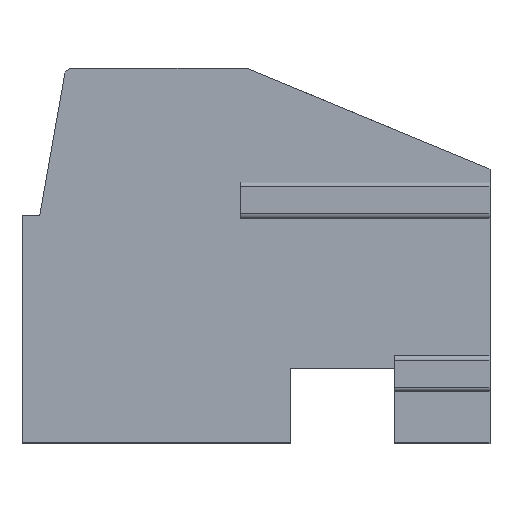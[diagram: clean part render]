
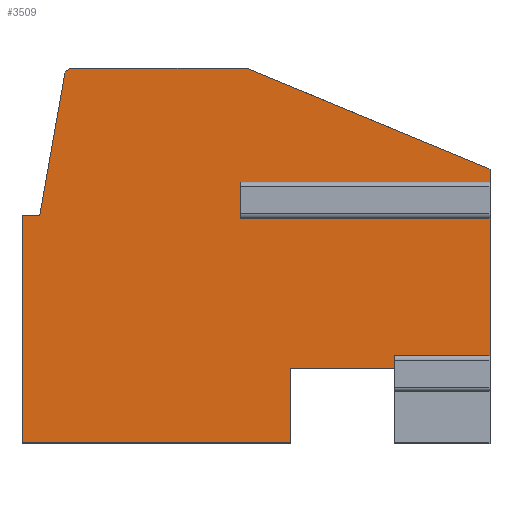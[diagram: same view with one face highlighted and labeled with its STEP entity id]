
A CAD part, top view. The second image highlights one B-rep face of the part: STEP entity #3509.
In plain terms, the highlighted planar face has unit normal (0, 0, 1).
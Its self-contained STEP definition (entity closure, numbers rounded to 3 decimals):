
#77=DIRECTION('',(0.,1.,0.));
#78=VECTOR('',#77,4.163);
#79=CARTESIAN_POINT('',(4.55,-8.381,2.5));
#80=LINE('',#79,#78);
#130=DIRECTION('',(0.,1.,0.));
#131=VECTOR('',#130,0.482);
#132=CARTESIAN_POINT('',(4.55,-3.381,2.5));
#133=LINE('',#132,#131);
#398=DIRECTION('',(0.,1.,0.));
#399=VECTOR('',#398,2.15);
#400=CARTESIAN_POINT('',(-1.2,-10.8,2.5));
#401=LINE('',#400,#399);
#412=DIRECTION('',(0.,-1.,0.));
#413=VECTOR('',#412,6.55);
#414=CARTESIAN_POINT('',(-8.95,-4.25,2.5));
#415=LINE('',#414,#413);
#461=DIRECTION('',(-1.,0.,0.));
#462=VECTOR('',#461,0.511);
#463=CARTESIAN_POINT('',(-8.439,-4.25,2.5));
#464=LINE('',#463,#462);
#503=DIRECTION('',(-1.,0.,0.));
#504=VECTOR('',#503,5.072);
#505=CARTESIAN_POINT('',(-2.45,0.,2.5));
#506=LINE('',#505,#504);
#679=DIRECTION('',(0.,-1.,0.));
#680=VECTOR('',#679,0.269);
#681=CARTESIAN_POINT('',(1.8,-8.381,2.5));
#682=LINE('',#681,#680);
#686=DIRECTION('',(-1.,0.,0.));
#687=VECTOR('',#686,3.);
#688=CARTESIAN_POINT('',(1.8,-8.65,2.5));
#689=LINE('',#688,#687);
#693=DIRECTION('',(-1.,0.,0.));
#694=VECTOR('',#693,7.75);
#695=CARTESIAN_POINT('',(-1.2,-10.8,2.5));
#696=LINE('',#695,#694);
#700=DIRECTION('',(0.174,0.985,0.));
#701=VECTOR('',#700,4.148);
#702=CARTESIAN_POINT('',(-8.439,-4.25,2.5));
#703=LINE('',#702,#701);
#707=CARTESIAN_POINT('',(-7.522,-0.2,2.5));
#708=DIRECTION('',(0.,0.,-1.));
#709=DIRECTION('',(-0.985,0.174,0.));
#710=AXIS2_PLACEMENT_3D('',#707,#708,#709);
#715=DIRECTION('',(0.924,-0.383,0.));
#716=VECTOR('',#715,7.577);
#717=CARTESIAN_POINT('',(-2.45,0.,2.5));
#718=LINE('',#717,#716);
#729=DIRECTION('',(1.,0.,0.));
#730=VECTOR('',#729,2.75);
#731=CARTESIAN_POINT('',(1.8,-8.381,2.5));
#732=LINE('',#731,#730);
#799=DIRECTION('',(1.,0.,0.));
#800=VECTOR('',#799,7.2);
#801=CARTESIAN_POINT('',(-2.65,-3.381,2.5));
#802=LINE('',#801,#800);
#841=DIRECTION('',(-1.,0.,0.));
#842=VECTOR('',#841,7.2);
#843=CARTESIAN_POINT('',(4.55,-4.219,2.5));
#844=LINE('',#843,#842);
#908=DIRECTION('',(0.,1.,0.));
#909=VECTOR('',#908,0.837);
#910=CARTESIAN_POINT('',(-2.65,-4.219,2.5));
#911=LINE('',#910,#909);
#2819=CARTESIAN_POINT('',(4.55,-8.381,2.5));
#2820=VERTEX_POINT('',#2819);
#2821=CARTESIAN_POINT('',(4.55,-4.219,2.5));
#2822=VERTEX_POINT('',#2821);
#2835=CARTESIAN_POINT('',(4.55,-3.381,2.5));
#2836=VERTEX_POINT('',#2835);
#2837=CARTESIAN_POINT('',(4.55,-2.899,2.5));
#2838=VERTEX_POINT('',#2837);
#2849=CARTESIAN_POINT('',(-8.95,-4.25,2.5));
#2850=CARTESIAN_POINT('',(-8.95,-10.8,2.5));
#2851=VERTEX_POINT('',#2849);
#2852=VERTEX_POINT('',#2850);
#2949=CARTESIAN_POINT('',(-1.2,-10.8,2.5));
#2950=VERTEX_POINT('',#2949);
#2951=CARTESIAN_POINT('',(-1.2,-8.65,2.5));
#2952=VERTEX_POINT('',#2951);
#2953=CARTESIAN_POINT('',(1.8,-8.65,2.5));
#2954=VERTEX_POINT('',#2953);
#2955=CARTESIAN_POINT('',(1.8,-8.381,2.5));
#2956=VERTEX_POINT('',#2955);
#2973=CARTESIAN_POINT('',(-8.439,-4.25,2.5));
#2974=VERTEX_POINT('',#2973);
#2975=CARTESIAN_POINT('',(-7.719,-0.165,2.5));
#2976=VERTEX_POINT('',#2975);
#2977=CARTESIAN_POINT('',(-7.522,0.,2.5));
#2978=VERTEX_POINT('',#2977);
#2979=CARTESIAN_POINT('',(-2.45,0.,2.5));
#2980=VERTEX_POINT('',#2979);
#2981=CARTESIAN_POINT('',(-2.65,-3.381,
2.5));
#2982=VERTEX_POINT('',#2981);
#2983=CARTESIAN_POINT('',(-2.65,-4.219,
2.5));
#2984=VERTEX_POINT('',#2983);
#3482=CARTESIAN_POINT('',(-8.95,-10.8,2.5));
#3483=DIRECTION('',(0.,0.,-1.));
#3484=DIRECTION('',(0.,-1.,0.));
#3485=AXIS2_PLACEMENT_3D('',#3482,#3483,#3484);
#3486=PLANE('',#3485);
#3487=ORIENTED_EDGE('',*,*,#3107,.F.);
#3489=ORIENTED_EDGE('',*,*,#3488,.F.);
#3490=ORIENTED_EDGE('',*,*,#3216,.T.);
#3491=ORIENTED_EDGE('',*,*,#3255,.T.);
#3492=ORIENTED_EDGE('',*,*,#3272,.F.);
#3493=ORIENTED_EDGE('',*,*,#3287,.T.);
#3494=ORIENTED_EDGE('',*,*,#3302,.F.);
#3495=ORIENTED_EDGE('',*,*,#3337,.F.);
#3496=ORIENTED_EDGE('',*,*,#3352,.T.);
#3497=ORIENTED_EDGE('',*,*,#3367,.T.);
#3498=ORIENTED_EDGE('',*,*,#3384,.F.);
#3499=ORIENTED_EDGE('',*,*,#3463,.T.);
#3500=ORIENTED_EDGE('',*,*,#3123,.F.);
#3502=ORIENTED_EDGE('',*,*,#3501,.F.);
#3504=ORIENTED_EDGE('',*,*,#3503,.F.);
#3506=ORIENTED_EDGE('',*,*,#3505,.F.);
#3507=EDGE_LOOP('',(#3487,#3489,#3490,#3491,#3492,#3493,#3494,#3495,#3496,#3497,
#3498,#3499,#3500,#3502,#3504,#3506));
#3508=FACE_OUTER_BOUND('',#3507,.F.);
#711=CIRCLE('',#710,0.2);
#3107=EDGE_CURVE('',#2820,#2822,#80,.T.);
#3123=EDGE_CURVE('',#2836,#2838,#133,.T.);
#3216=EDGE_CURVE('',#2956,#2954,#682,.T.);
#3255=EDGE_CURVE('',#2954,#2952,#689,.T.);
#3272=EDGE_CURVE('',#2950,#2952,#401,.T.);
#3287=EDGE_CURVE('',#2950,#2852,#696,.T.);
#3302=EDGE_CURVE('',#2851,#2852,#415,.T.);
#3337=EDGE_CURVE('',#2974,#2851,#464,.T.);
#3352=EDGE_CURVE('',#2974,#2976,#703,.T.);
#3367=EDGE_CURVE('',#2976,#2978,#711,.T.);
#3384=EDGE_CURVE('',#2980,#2978,#506,.T.);
#3463=EDGE_CURVE('',#2980,#2838,#718,.T.);
#3488=EDGE_CURVE('',#2956,#2820,#732,.T.);
#3501=EDGE_CURVE('',#2982,#2836,#802,.T.);
#3503=EDGE_CURVE('',#2984,#2982,#911,.T.);
#3505=EDGE_CURVE('',#2822,#2984,#844,.T.);
#3509=ADVANCED_FACE('',(#3508),#3486,.F.);
